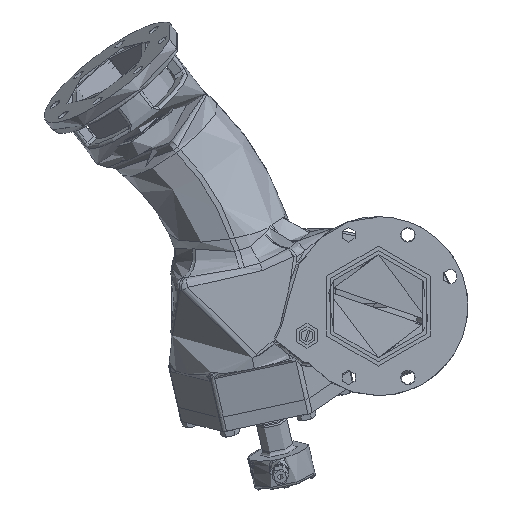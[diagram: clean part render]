
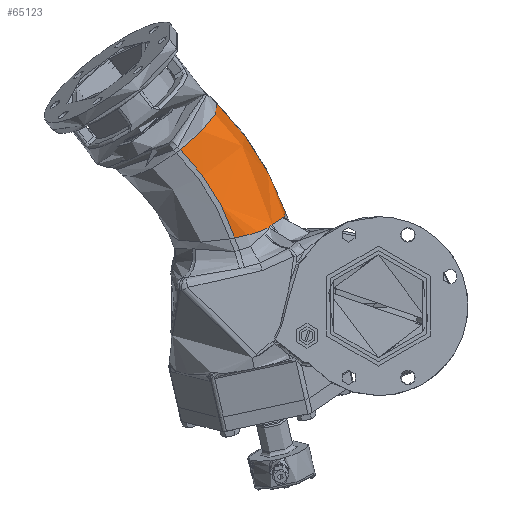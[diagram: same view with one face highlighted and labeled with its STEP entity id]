
A CAD part, front view. The second image highlights one B-rep face of the part: STEP entity #65123.
In plain terms, the highlighted free-form (B-spline) face has degree [3, 3] with [4, 4] control points.
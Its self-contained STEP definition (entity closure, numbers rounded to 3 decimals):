
#926 = VERTEX_POINT ( 'NONE', #12233 ) ;
#12233 = CARTESIAN_POINT ( 'NONE',  ( -156.974, 52.742, 196.53 ) ) ;
#22460 = AXIS2_PLACEMENT_3D ( 'NONE', #47222, #47223, #47224 ) ;
#22476 = AXIS2_PLACEMENT_3D ( 'NONE', #47703, #47713, #47714 ) ;
#22496 = AXIS2_PLACEMENT_3D ( 'NONE', #47944, #47952, #47953 ) ;
#22497 = AXIS2_PLACEMENT_3D ( 'NONE', #47948, #47949, #47950 ) ;
#22498 = AXIS2_PLACEMENT_3D ( 'NONE', #47943, #47955, #47956 ) ;
#40785 = CARTESIAN_POINT ( 'NONE',  ( -90.715, 63.234, 91.775 ) ) ;
#40786 = CARTESIAN_POINT ( 'NONE',  ( -91.467, 48.074, 86.938 ) ) ;
#40807 = CARTESIAN_POINT ( 'NONE',  ( -103.255, 25.219, 79.326 ) ) ;
#40810 = CARTESIAN_POINT ( 'NONE',  ( -104.329, 23.978, 78.447 ) ) ;
#40814 = CARTESIAN_POINT ( 'NONE',  ( -107.068, 21.106, 75.832 ) ) ;
#40844 = CARTESIAN_POINT ( 'NONE',  ( -192.332, -0.384, 152.062 ) ) ;
#40845 = CARTESIAN_POINT ( 'NONE',  ( -139.425, 8.263, 66.172 ) ) ;
#47222 = CARTESIAN_POINT ( 'NONE',  ( -144.702, 60.804, 81.555 ) ) ;
#47223 = DIRECTION ( 'NONE',  ( 0.165, 0.292, -0.942 ) ) ;
#47224 = DIRECTION ( 'NONE',  ( 0.982, 0.044, 0.186 ) ) ;
#47411 = CARTESIAN_POINT ( 'NONE',  ( -103.255, 25.219, 79.326 ) ) ;
#47447 = CARTESIAN_POINT ( 'NONE',  ( -101.941, 26.775, 80.342 ) ) ;
#47448 = CARTESIAN_POINT ( 'NONE',  ( -100.694, 28.43, 81.24 ) ) ;
#47449 = CARTESIAN_POINT ( 'NONE',  ( -98.934, 31.058, 82.44 ) ) ;
#47450 = CARTESIAN_POINT ( 'NONE',  ( -98.366, 31.958, 82.815 ) ) ;
#47451 = CARTESIAN_POINT ( 'NONE',  ( -97.27, 33.805, 83.52 ) ) ;
#47452 = CARTESIAN_POINT ( 'NONE',  ( -96.741, 34.755, 83.851 ) ) ;
#47453 = CARTESIAN_POINT ( 'NONE',  ( -95.226, 37.664, 84.776 ) ) ;
#47454 = CARTESIAN_POINT ( 'NONE',  ( -94.319, 39.664, 85.301 ) ) ;
#47455 = CARTESIAN_POINT ( 'NONE',  ( -92.724, 43.782, 86.212 ) ) ;
#47456 = CARTESIAN_POINT ( 'NONE',  ( -92.035, 45.899, 86.599 ) ) ;
#47457 = CARTESIAN_POINT ( 'NONE',  ( -91.467, 48.074, 86.938 ) ) ;
#47463 = CARTESIAN_POINT ( 'NONE',  ( -104.329, 23.978, 78.447 ) ) ;
#47466 = CARTESIAN_POINT ( 'NONE',  ( -103.971, 24.381, 78.755 ) ) ;
#47467 = CARTESIAN_POINT ( 'NONE',  ( -103.613, 24.794, 79.049 ) ) ;
#47468 = CARTESIAN_POINT ( 'NONE',  ( -103.255, 25.219, 79.326 ) ) ;
#47473 = CARTESIAN_POINT ( 'NONE',  ( -107.068, 21.106, 75.832 ) ) ;
#47503 = CARTESIAN_POINT ( 'NONE',  ( -106.156, 21.994, 76.781 ) ) ;
#47504 = CARTESIAN_POINT ( 'NONE',  ( -105.245, 22.948, 77.659 ) ) ;
#47505 = CARTESIAN_POINT ( 'NONE',  ( -104.329, 23.978, 78.447 ) ) ;
#47703 = CARTESIAN_POINT ( 'NONE',  ( -348.914, 22.998, -1.711 ) ) ;
#47713 = DIRECTION ( 'NONE',  ( 0.031, 0.992, 0.119 ) ) ;
#47714 = DIRECTION ( 'NONE',  ( 0., -0.119, 0.993 ) ) ;
#47943 = CARTESIAN_POINT ( 'NONE',  ( -347.069, 81.67, 5.332 ) ) ;
#47944 = CARTESIAN_POINT ( 'NONE',  ( -144.702, 60.804, 81.555 ) ) ;
#47948 = CARTESIAN_POINT ( 'NONE',  ( -200.899, 52.742, 163.43 ) ) ;
#47949 = DIRECTION ( 'NONE',  ( 0.581, 0.259, -0.771 ) ) ;
#47950 = DIRECTION ( 'NONE',  ( 0.799, 0., 0.602 ) ) ;
#47952 = DIRECTION ( 'NONE',  ( 0.165, 0.292, -0.942 ) ) ;
#47953 = DIRECTION ( 'NONE',  ( 0.982, 0.044, 0.186 ) ) ;
#47955 = DIRECTION ( 'NONE',  ( 0.031, 0.992, 0.119 ) ) ;
#47956 = DIRECTION ( 'NONE',  ( 0., -0.119, 0.993 ) ) ;
#48765 = CIRCLE ( 'NONE', #22460, 55. ) ;
#48837 = CIRCLE ( 'NONE', #22476, 220.705 ) ;
#48908 = CIRCLE ( 'NONE', #22497, 55. ) ;
#48912 = CIRCLE ( 'NONE', #22496, 55. ) ;
#48914 = CIRCLE ( 'NONE', #22498, 271.163 ) ;
#57580 =( BOUNDED_SURFACE ( )  B_SPLINE_SURFACE ( 3, 3, ( 
 ( #62036, #62022, #62028, #62038 ),
 ( #62039, #62040, #62041, #62042 ),
 ( #62043, #62044, #62045, #62046 ),
 ( #62047, #62048, #62049, #62050 ) ),
 .UNSPECIFIED., .F., .F., .F. ) 
 B_SPLINE_SURFACE_WITH_KNOTS ( ( 4, 4 ),
 ( 4, 4 ),
 ( 0., 1. ),
 ( 0., 1. ),
 .UNSPECIFIED. ) 
 GEOMETRIC_REPRESENTATION_ITEM ( )  RATIONAL_B_SPLINE_SURFACE ( (
 ( 1., 0.982, 0.982, 1.),
 ( 0.805, 0.79, 0.79, 0.805),
 ( 0.805, 0.79, 0.79, 0.805),
 ( 1., 0.982, 0.982, 1.) ) ) 
 REPRESENTATION_ITEM ( '' )  SURFACE ( )  );
#62022 = CARTESIAN_POINT ( 'NONE',  ( -126.898, 55.339, 167.021 ) ) ;
#62028 = CARTESIAN_POINT ( 'NONE',  ( -104.412, 58.899, 131.471 ) ) ;
#62036 = CARTESIAN_POINT ( 'NONE',  ( -156.974, 52.742, 196.53 ) ) ;
#62038 = CARTESIAN_POINT ( 'NONE',  ( -90.715, 63.234, 91.775 ) ) ;
#62039 = CARTESIAN_POINT ( 'NONE',  ( -151.956, 21.621, 189.871 ) ) ;
#62040 = CARTESIAN_POINT ( 'NONE',  ( -122.331, 24.344, 159.435 ) ) ;
#62041 = CARTESIAN_POINT ( 'NONE',  ( -100.499, 28.021, 123.086 ) ) ;
#62042 = CARTESIAN_POINT ( 'NONE',  ( -87.624, 32.456, 82.764 ) ) ;
#62043 = CARTESIAN_POINT ( 'NONE',  ( -166.601, -0.384, 171.451 ) ) ;
#62044 = CARTESIAN_POINT ( 'NONE',  ( -139.415, 2.156, 143.171 ) ) ;
#62045 = CARTESIAN_POINT ( 'NONE',  ( -119.46, 5.574, 109.475 ) ) ;
#62046 = CARTESIAN_POINT ( 'NONE',  ( -107.8, 9.687, 72.159 ) ) ;
#62047 = CARTESIAN_POINT ( 'NONE',  ( -192.332, -0.384, 152.062 ) ) ;
#62048 = CARTESIAN_POINT ( 'NONE',  ( -168.141, 1.773, 127.757 ) ) ;
#62049 = CARTESIAN_POINT ( 'NONE',  ( -150.186, 4.707, 98.609 ) ) ;
#62050 = CARTESIAN_POINT ( 'NONE',  ( -139.425, 8.263, 66.172 ) ) ;
#62970 = B_SPLINE_CURVE_WITH_KNOTS ( 'NONE', 3,
 ( #47411, #47447, #47448, #47449, #47450, #47451, #47452, #47453, #47454, #47455, #47456, #47457 ),
 .UNSPECIFIED., .F., .F.,
 ( 4, 2, 2, 2, 2, 4 ),
 ( 0., 0.007, 0.01, 0.014, 0.02, 0.027 ),
 .UNSPECIFIED. ) ;
#62972 = B_SPLINE_CURVE_WITH_KNOTS ( 'NONE', 3,
 ( #47463, #47466, #47467, #47468 ),
 .UNSPECIFIED., .F., .F.,
 ( 4, 4 ),
 ( 0., 0.002 ),
 .UNSPECIFIED. ) ;
#62975 = B_SPLINE_CURVE_WITH_KNOTS ( 'NONE', 3,
 ( #47473, #47503, #47504, #47505 ),
 .UNSPECIFIED., .F., .F.,
 ( 4, 4 ),
 ( 0., 0.005 ),
 .UNSPECIFIED. ) ;
#63533 = ORIENTED_EDGE ( 'NONE', *, *, #87077, .F. ) ;
#63534 = ORIENTED_EDGE ( 'NONE', *, *, #86894, .T. ) ;
#63535 = ORIENTED_EDGE ( 'NONE', *, *, #86887, .T. ) ;
#63536 = ORIENTED_EDGE ( 'NONE', *, *, #86880, .T. ) ;
#63537 = ORIENTED_EDGE ( 'NONE', *, *, #86819, .F. ) ;
#63538 = ORIENTED_EDGE ( 'NONE', *, *, #87079, .F. ) ;
#63539 = ORIENTED_EDGE ( 'NONE', *, *, #87075, .T. ) ;
#63540 = ORIENTED_EDGE ( 'NONE', *, *, #86968, .T. ) ;
#65123 = ADVANCED_FACE ( 'NONE', ( #79862 ), #57580, .T. ) ;
#69324 = EDGE_LOOP ( 'NONE', ( #63533, #63534, #63535, #63536, #63537, #63538, #63539, #63540 ) ) ;
#72987 = VERTEX_POINT ( 'NONE', #40785 ) ;
#72989 = VERTEX_POINT ( 'NONE', #40786 ) ;
#73017 = VERTEX_POINT ( 'NONE', #40807 ) ;
#73020 = VERTEX_POINT ( 'NONE', #40810 ) ;
#73027 = VERTEX_POINT ( 'NONE', #40814 ) ;
#73067 = VERTEX_POINT ( 'NONE', #40844 ) ;
#73069 = VERTEX_POINT ( 'NONE', #40845 ) ;
#79862 = FACE_OUTER_BOUND ( 'NONE', #69324, .T. ) ;
#86819 = EDGE_CURVE ( 'NONE', #72987, #72989, #48765, .T. ) ;
#86880 = EDGE_CURVE ( 'NONE', #73017, #72989, #62970, .T. ) ;
#86887 = EDGE_CURVE ( 'NONE', #73020, #73017, #62972, .T. ) ;
#86894 = EDGE_CURVE ( 'NONE', #73027, #73020, #62975, .T. ) ;
#86968 = EDGE_CURVE ( 'NONE', #73067, #73069, #48837, .T. ) ;
#87075 = EDGE_CURVE ( 'NONE', #926, #73067, #48908, .T. ) ;
#87077 = EDGE_CURVE ( 'NONE', #73027, #73069, #48912, .T. ) ;
#87079 = EDGE_CURVE ( 'NONE', #926, #72987, #48914, .T. ) ;
